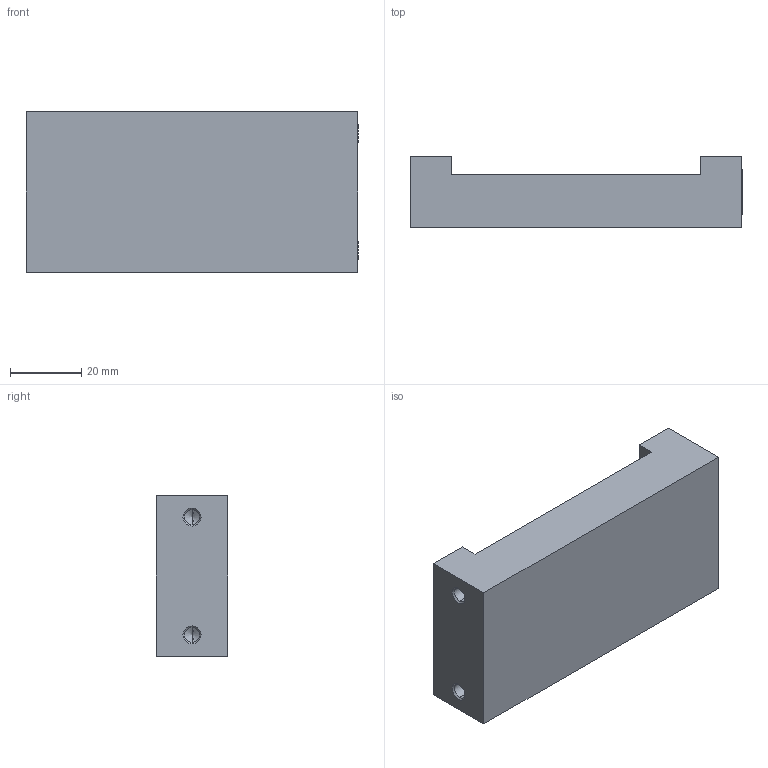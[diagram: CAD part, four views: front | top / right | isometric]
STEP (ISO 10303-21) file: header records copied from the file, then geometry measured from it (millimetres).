
FILE_DESCRIPTION (( 'STEP AP214' ), '1' );
FILE_NAME ('interface robot.STEP', '2020-05-26T12:12:44', ( '' ), ( '' ), 'SwSTEP 2.0', 'SolidWorks 2016', '' );
FILE_SCHEMA (( 'AUTOMOTIVE_DESIGN' ));
Length unit declared in the file: millimetre
Products named in the file (1): interface robot
Bounding box: 93 x 20 x 45 mm (x, y, z)
Volume: 65069.2 mm3; surface area: 15692 mm2
Topology: 1 solids, 1 shells, 58 faces, 136 edges, 72 vertices
Faces by surface type: cone 32, cylinder 16, plane 10
Entity records: 1730 total; most frequent: DIRECTION 286, CARTESIAN_POINT 251, ORIENTED_EDGE 240, EDGE_CURVE 120, AXIS2_PLACEMENT_3D 107, LINE 72, VECTOR 72, VERTEX_POINT 72
